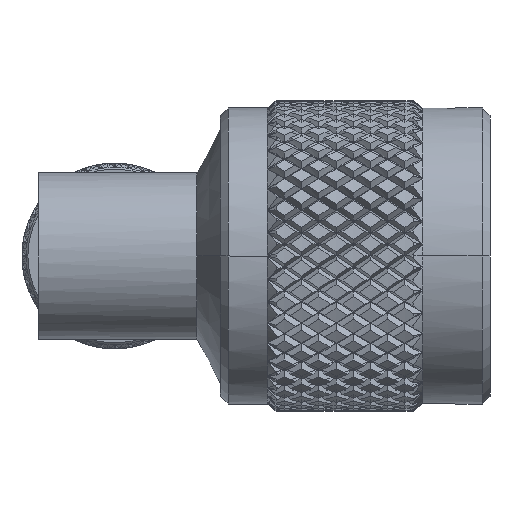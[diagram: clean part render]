
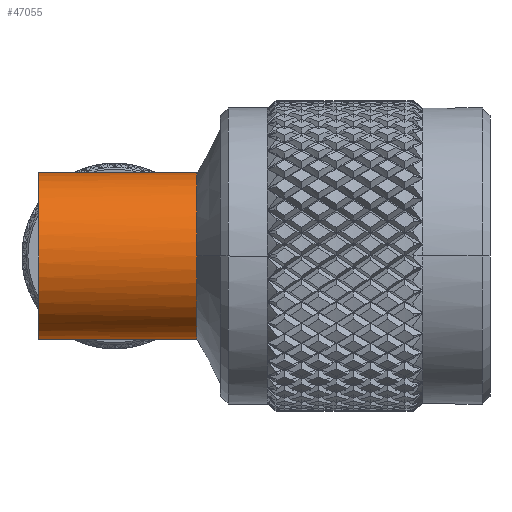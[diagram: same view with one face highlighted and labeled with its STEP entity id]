
A CAD part, left-side view. The second image highlights one B-rep face of the part: STEP entity #47055.
In plain terms, the highlighted cylindrical face has radius 5.395 mm (diameter 10.79 mm), a partial arc.
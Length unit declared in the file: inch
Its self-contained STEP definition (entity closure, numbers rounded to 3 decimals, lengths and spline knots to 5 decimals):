
#513 = DIRECTION ( 'NONE',  ( 0., 0., 1. ) ) ;
#1566 = CYLINDRICAL_SURFACE ( 'NONE', #134359, 0.21241 ) ;
#1689 = CARTESIAN_POINT ( 'NONE',  ( -5.70743, 0., 0. ) ) ;
#2454 = DIRECTION ( 'NONE',  ( 1., 0., 0. ) ) ;
#6011 = CARTESIAN_POINT ( 'NONE',  ( 0.05962, -0.13037, 0.16769 ) ) ;
#8007 = CARTESIAN_POINT ( 'NONE',  ( 0.05962, -0.13037, 0.16769 ) ) ;
#9081 = AXIS2_PLACEMENT_3D ( 'NONE', #19426, #55198, #20963 ) ;
#10960 = FACE_OUTER_BOUND ( 'NONE', #61511, .T. ) ;
#11020 = CIRCLE ( 'NONE', #9081, 0.21241 ) ;
#12645 = DIRECTION ( 'NONE',  ( 0., 0., 1. ) ) ;
#19426 = CARTESIAN_POINT ( 'NONE',  ( 0.46208, 0., 0. ) ) ;
#19615 = CIRCLE ( 'NONE', #76327, 0.21241 ) ;
#20963 = DIRECTION ( 'NONE',  ( 0., 0., 1. ) ) ;
#30399 = ORIENTED_EDGE ( 'NONE', *, *, #131114, .F. ) ;
#33422 = ORIENTED_EDGE ( 'NONE', *, *, #120730, .F. ) ;
#36097 = CARTESIAN_POINT ( 'NONE',  ( 0.05962, 0.13037, 0.16769 ) ) ;
#37257 = CARTESIAN_POINT ( 'NONE',  ( 0.05962, 0.13037, 0.16769 ) ) ;
#46721 = VERTEX_POINT ( 'NONE', #36097 ) ;
#47055 = ADVANCED_FACE ( 'NONE', ( #10960 ), #1566, .T. ) ;
#52785 = DIRECTION ( 'NONE',  ( 1., 0., 0. ) ) ;
#53561 = VECTOR ( 'NONE', #2454, 39.37008 ) ;
#55198 = DIRECTION ( 'NONE',  ( -1., 0., 0. ) ) ;
#61511 = EDGE_LOOP ( 'NONE', ( #79380, #30399, #147932, #33422, #135369 ) ) ;
#65925 = AXIS2_PLACEMENT_3D ( 'NONE', #147562, #112838, #77423 ) ;
#65940 = LINE ( 'NONE', #6011, #92042 ) ;
#69550 = CIRCLE ( 'NONE', #65925, 0.21241 ) ;
#76327 = AXIS2_PLACEMENT_3D ( 'NONE', #82698, #95153, #513 ) ;
#77423 = DIRECTION ( 'NONE',  ( 0., 0., 1. ) ) ;
#79230 = VERTEX_POINT ( 'NONE', #152937 ) ;
#79380 = ORIENTED_EDGE ( 'NONE', *, *, #114980, .T. ) ;
#82698 = CARTESIAN_POINT ( 'NONE',  ( 0.05962, 0., 0. ) ) ;
#92042 = VECTOR ( 'NONE', #52785, 39.37008 ) ;
#93809 = VERTEX_POINT ( 'NONE', #135034 ) ;
#95153 = DIRECTION ( 'NONE',  ( -1., 0., 0. ) ) ;
#101862 = CARTESIAN_POINT ( 'NONE',  ( 0.05962, 0., -0.21241 ) ) ;
#105878 = LINE ( 'NONE', #37257, #53561 ) ;
#108340 = DIRECTION ( 'NONE',  ( -1., 0., 0. ) ) ;
#112838 = DIRECTION ( 'NONE',  ( -1., 0., 0. ) ) ;
#114980 = EDGE_CURVE ( 'NONE', #79230, #93809, #11020, .T. ) ;
#120730 = EDGE_CURVE ( 'NONE', #46721, #129208, #69550, .T. ) ;
#129208 = VERTEX_POINT ( 'NONE', #101862 ) ;
#131114 = EDGE_CURVE ( 'NONE', #152407, #93809, #65940, .T. ) ;
#134359 = AXIS2_PLACEMENT_3D ( 'NONE', #1689, #108340, #12645 ) ;
#135034 = CARTESIAN_POINT ( 'NONE',  ( 0.46208, -0.13037, 0.16769 ) ) ;
#135369 = ORIENTED_EDGE ( 'NONE', *, *, #139584, .T. ) ;
#139584 = EDGE_CURVE ( 'NONE', #46721, #79230, #105878, .T. ) ;
#141065 = EDGE_CURVE ( 'NONE', #129208, #152407, #19615, .T. ) ;
#147562 = CARTESIAN_POINT ( 'NONE',  ( 0.05962, 0., 0. ) ) ;
#147932 = ORIENTED_EDGE ( 'NONE', *, *, #141065, .F. ) ;
#152407 = VERTEX_POINT ( 'NONE', #8007 ) ;
#152937 = CARTESIAN_POINT ( 'NONE',  ( 0.46208, 0.13037, 0.16769 ) ) ;
